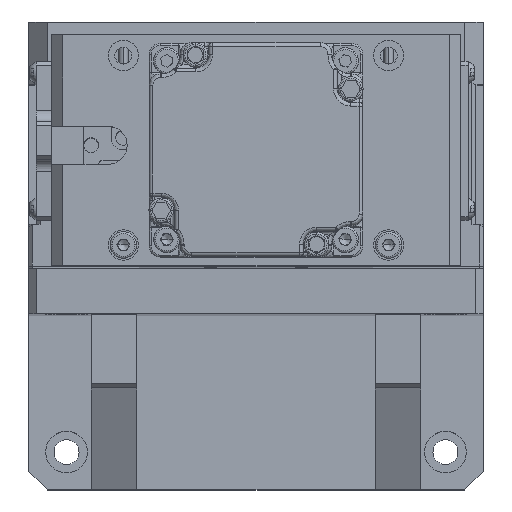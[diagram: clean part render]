
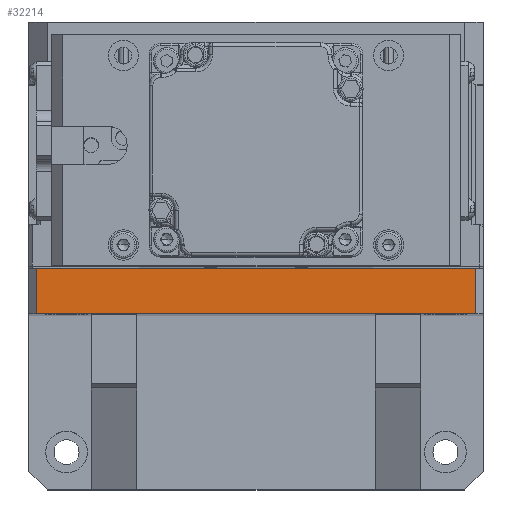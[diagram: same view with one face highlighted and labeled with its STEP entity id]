
A CAD part, top view. The second image highlights one B-rep face of the part: STEP entity #32214.
In plain terms, the highlighted planar face has unit normal (0, 0, 1).
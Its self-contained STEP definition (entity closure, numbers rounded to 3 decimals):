
#224 = EDGE_CURVE ( 'NONE', #5985, #64187, #48722, .T. ) ;
#1008 = CARTESIAN_POINT ( 'NONE',  ( -60., -12., 302. ) ) ;
#5913 = CARTESIAN_POINT ( 'NONE',  ( -60., -12., 302. ) ) ;
#5985 = VERTEX_POINT ( 'NONE', #46642 ) ;
#6631 = DIRECTION ( 'NONE',  ( 0., 0., -1. ) ) ;
#8101 = EDGE_CURVE ( 'NONE', #21846, #62835, #21211, .T. ) ;
#8194 = EDGE_LOOP ( 'NONE', ( #35949, #56644, #53853, #57093 ) ) ;
#9425 = DIRECTION ( 'NONE',  ( -1., 0., 0. ) ) ;
#11332 = PLANE ( 'NONE',  #45929 ) ;
#12204 = CARTESIAN_POINT ( 'NONE',  ( -58., -12., 302. ) ) ;
#16007 = VECTOR ( 'NONE', #17175, 1000. ) ;
#17175 = DIRECTION ( 'NONE',  ( -1., 0., 0. ) ) ;
#17284 = VECTOR ( 'NONE', #9425, 1000. ) ;
#21211 = LINE ( 'NONE', #1008, #16007 ) ;
#21846 = VERTEX_POINT ( 'NONE', #51992 ) ;
#30332 = EDGE_CURVE ( 'NONE', #21846, #5985, #33882, .T. ) ;
#30953 = LINE ( 'NONE', #32569, #68566 ) ;
#31372 = FACE_OUTER_BOUND ( 'NONE', #8194, .T. ) ;
#32214 = ADVANCED_FACE ( 'NONE', ( #31372 ), #11332, .F. ) ;
#32569 = CARTESIAN_POINT ( 'NONE',  ( -58., -12., 302. ) ) ;
#33882 = LINE ( 'NONE', #70803, #44593 ) ;
#35949 = ORIENTED_EDGE ( 'NONE', *, *, #224, .T. ) ;
#43177 = DIRECTION ( 'NONE',  ( 0., 1., 0. ) ) ;
#43413 = EDGE_CURVE ( 'NONE', #64187, #62835, #30953, .T. ) ;
#44593 = VECTOR ( 'NONE', #43177, 1000. ) ;
#44865 = CARTESIAN_POINT ( 'NONE',  ( -58., 0., 302. ) ) ;
#45929 = AXIS2_PLACEMENT_3D ( 'NONE', #5913, #6631, #50891 ) ;
#46642 = CARTESIAN_POINT ( 'NONE',  ( 58., 0., 302. ) ) ;
#48701 = DIRECTION ( 'NONE',  ( 0., -1., 0. ) ) ;
#48722 = LINE ( 'NONE', #70033, #17284 ) ;
#50891 = DIRECTION ( 'NONE',  ( 0., 1., 0. ) ) ;
#51992 = CARTESIAN_POINT ( 'NONE',  ( 58., -12., 302. ) ) ;
#53853 = ORIENTED_EDGE ( 'NONE', *, *, #8101, .F. ) ;
#56644 = ORIENTED_EDGE ( 'NONE', *, *, #43413, .T. ) ;
#57093 = ORIENTED_EDGE ( 'NONE', *, *, #30332, .T. ) ;
#62835 = VERTEX_POINT ( 'NONE', #12204 ) ;
#64187 = VERTEX_POINT ( 'NONE', #44865 ) ;
#68566 = VECTOR ( 'NONE', #48701, 1000. ) ;
#70033 = CARTESIAN_POINT ( 'NONE',  ( -60., 0., 302. ) ) ;
#70803 = CARTESIAN_POINT ( 'NONE',  ( 58., -12., 302. ) ) ;
